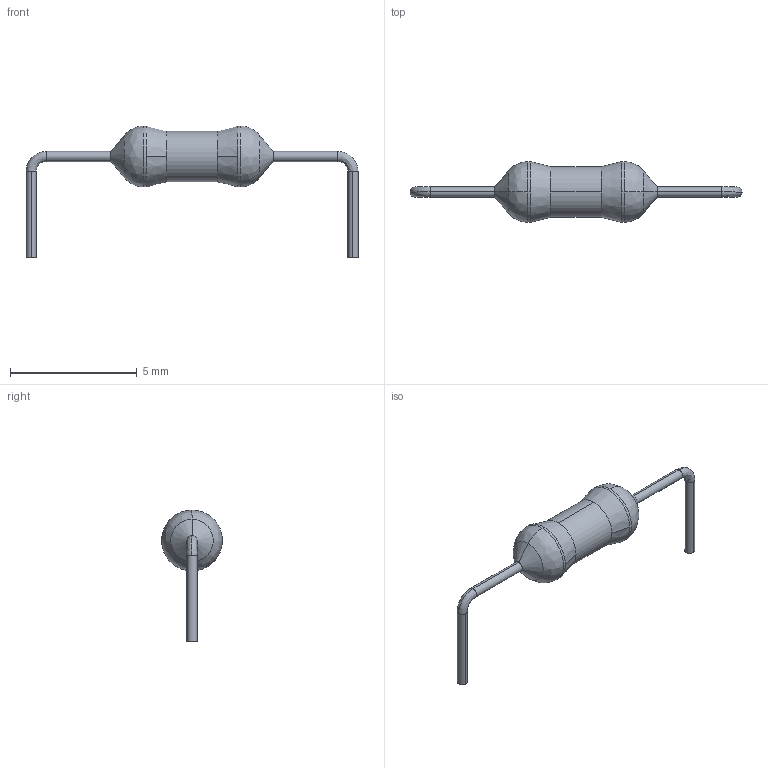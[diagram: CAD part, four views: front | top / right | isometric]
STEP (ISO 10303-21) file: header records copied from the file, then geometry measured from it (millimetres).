
FILE_DESCRIPTION (( 'STEP AP214' ), '1' );
FILE_NAME ('User Library-RES_AL_060W_500P.STEP', '2018-08-15T06:44:34', ( '' ), ( '' ), 'SwSTEP 2.0', 'SolidWorks 2018', '' );
FILE_SCHEMA (( 'AUTOMOTIVE_DESIGN' ));
Length unit declared in the file: millimetre
Products named in the file (2): User Library-RES_AL_060W_500P; User Library-RES_AL_060W_500P_RES_AL_060W_500P
Assembly tree (1 placements, depth 2):
  User Library-RES_AL_060W_500P
    User Library-RES_AL_060W_500P_RES_AL_060W_500P
Bounding box: 13.1 x 2.4 x 5.2 mm (x, y, z)
Volume: 21.8 mm3; surface area: 60.3 mm2
Topology: 1 solids, 1 shells, 32 faces, 74 edges, 44 vertices
Faces by surface type: cylinder 14, bspline 8, cone 8, plane 2
Entity records: 1230 total; most frequent: CARTESIAN_POINT 274, DIRECTION 182, ORIENTED_EDGE 148, AXIS2_PLACEMENT_3D 80, EDGE_CURVE 74, CIRCLE 52, VERTEX_POINT 44, FACE_OUTER_BOUND 32
